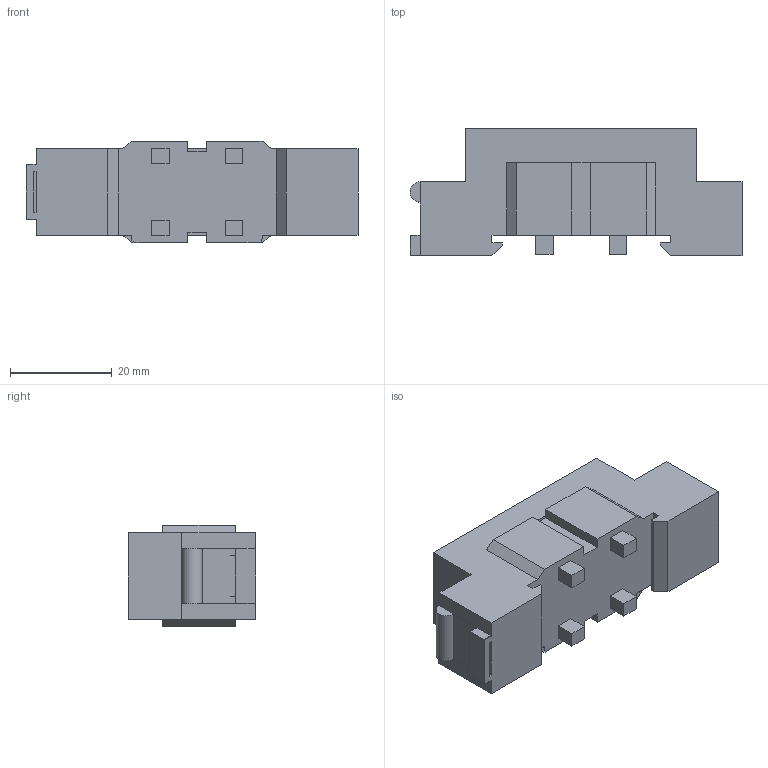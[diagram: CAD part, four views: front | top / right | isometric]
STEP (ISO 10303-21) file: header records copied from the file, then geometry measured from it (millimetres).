
FILE_DESCRIPTION((''),'2;1');
FILE_NAME('GZ2.stp','2015-07-24T16:00:30',('CAD Station'),(''),'Autodesk Inventor 2013','Autodesk Inventor 2013','');
FILE_SCHEMA(('CONFIG_CONTROL_DESIGN'));
Length unit declared in the file: millimetre
Products named in the file (1): GZ2
Bounding box: 65.2 x 25 x 20 mm (x, y, z)
Volume: 22222.5 mm3; surface area: 7586.1 mm2
Topology: 1 solids, 1 shells, 442 faces, 1111 edges, 698 vertices
Faces by surface type: plane 419, cylinder 19, sphere 4
Full cylindrical faces by diameter (mm): 5.708 x8
Entity records: 12957 total; most frequent: CARTESIAN_POINT 2240, ORIENTED_EDGE 2198, DIRECTION 2023, EDGE_CURVE 1099, VECTOR 1061, LINE 1061, VERTEX_POINT 698, EDGE_LOOP 483
